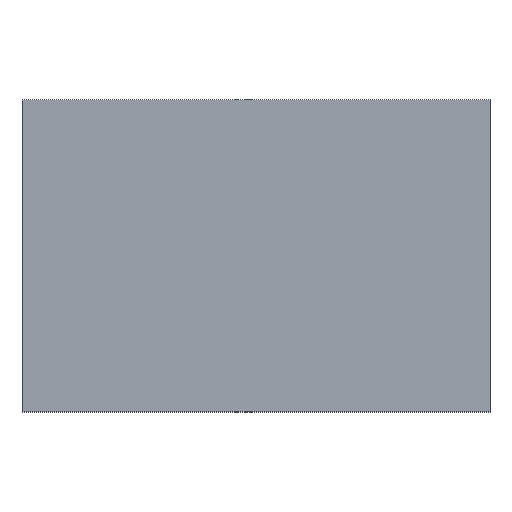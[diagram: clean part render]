
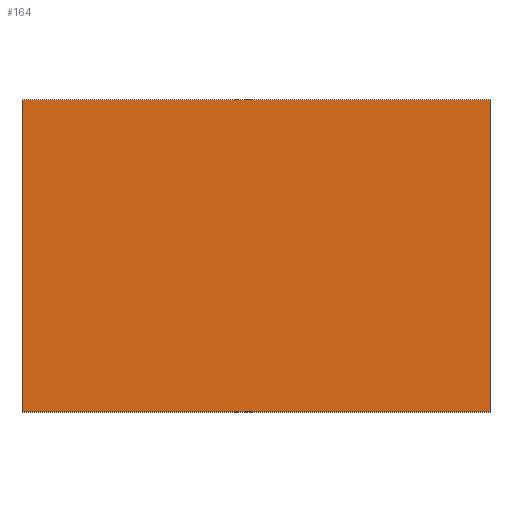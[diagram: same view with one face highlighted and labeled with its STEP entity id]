
A CAD part, top view. The second image highlights one B-rep face of the part: STEP entity #164.
In plain terms, the highlighted planar face has unit normal (0, 0, 1).
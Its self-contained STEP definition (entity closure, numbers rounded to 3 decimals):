
#35 = VERTEX_POINT('',#36);
#36 = CARTESIAN_POINT('',(25.4,25.4,0.));
#42 = EDGE_CURVE('',#35,#43,#45,.T.);
#43 = VERTEX_POINT('',#44);
#44 = CARTESIAN_POINT('',(177.8,25.4,0.));
#45 = LINE('',#46,#47);
#46 = CARTESIAN_POINT('',(25.4,25.4,0.));
#47 = VECTOR('',#48,1.);
#48 = DIRECTION('',(1.,0.,0.));
#73 = EDGE_CURVE('',#43,#74,#76,.T.);
#74 = VERTEX_POINT('',#75);
#75 = CARTESIAN_POINT('',(177.8,127.,0.));
#76 = LINE('',#77,#78);
#77 = CARTESIAN_POINT('',(177.8,25.4,0.));
#78 = VECTOR('',#79,1.);
#79 = DIRECTION('',(0.,1.,0.));
#104 = EDGE_CURVE('',#74,#105,#107,.T.);
#105 = VERTEX_POINT('',#106);
#106 = CARTESIAN_POINT('',(25.4,127.,0.));
#107 = LINE('',#108,#109);
#108 = CARTESIAN_POINT('',(177.8,127.,0.));
#109 = VECTOR('',#110,1.);
#110 = DIRECTION('',(-1.,0.,0.));
#135 = EDGE_CURVE('',#105,#35,#136,.T.);
#136 = LINE('',#137,#138);
#137 = CARTESIAN_POINT('',(25.4,127.,0.));
#138 = VECTOR('',#139,1.);
#139 = DIRECTION('',(0.,-1.,0.));
#164 = ADVANCED_FACE('',(#165),#171,.F.);
#165 = FACE_BOUND('',#166,.T.);
#166 = EDGE_LOOP('',(#167,#168,#169,#170));
#167 = ORIENTED_EDGE('',*,*,#42,.T.);
#168 = ORIENTED_EDGE('',*,*,#73,.T.);
#169 = ORIENTED_EDGE('',*,*,#104,.T.);
#170 = ORIENTED_EDGE('',*,*,#135,.T.);
#171 = PLANE('',#172);
#172 = AXIS2_PLACEMENT_3D('',#173,#174,#175);
#173 = CARTESIAN_POINT('',(25.4,25.4,0.));
#174 = DIRECTION('',(0.,0.,-1.));
#175 = DIRECTION('',(-1.,0.,0.));
